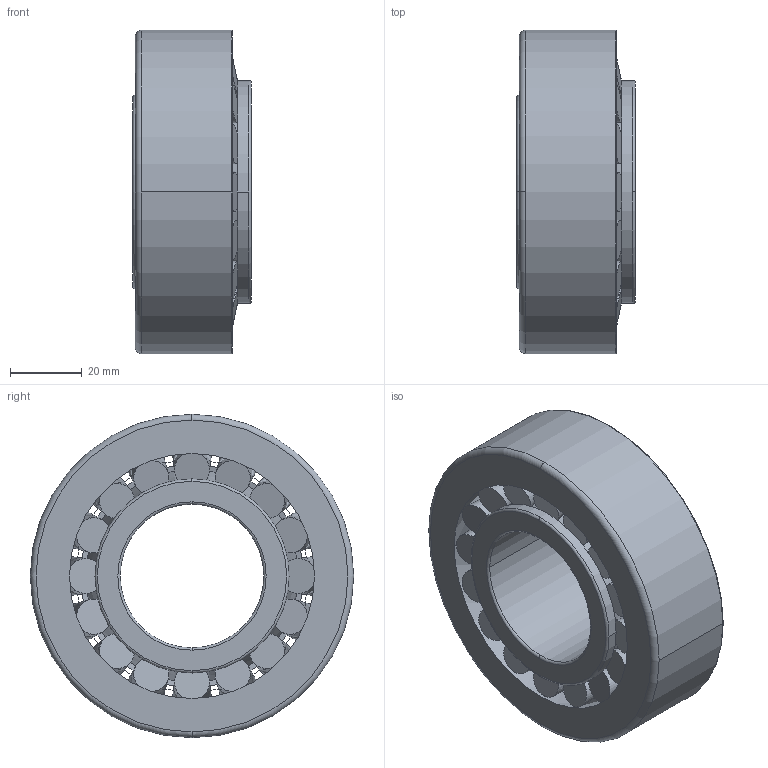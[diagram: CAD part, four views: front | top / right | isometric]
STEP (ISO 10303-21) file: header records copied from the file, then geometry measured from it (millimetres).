
FILE_DESCRIPTION(('STEP AP214'),'1');
FILE_NAME('bearing_32308.stp','2021-06-01T04:28:40',('TraceParts'),('TraceParts S.A.'),'Spatial InterOp 3D',' ',' ');
FILE_SCHEMA(('AUTOMOTIVE_DESIGN { 1 0 10303 214 1 1 1 1 }'));
Length unit declared in the file: millimetre
Products named in the file (1): bearing_32308_1
Bounding box: 33 x 90 x 90 mm (x, y, z)
Volume: 126064.2 mm3; surface area: 47234.2 mm2
Topology: 3 solids, 3 shells, 128 faces, 274 edges, 182 vertices
Faces by surface type: torus 44, cone 40, plane 36, cylinder 8
Entity records: 4667 total; most frequent: CARTESIAN_POINT 1803, DIRECTION 634, ORIENTED_EDGE 548, AXIS2_PLACEMENT_3D 293, EDGE_CURVE 274, VERTEX_POINT 182, EDGE_LOOP 164, CIRCLE 162
